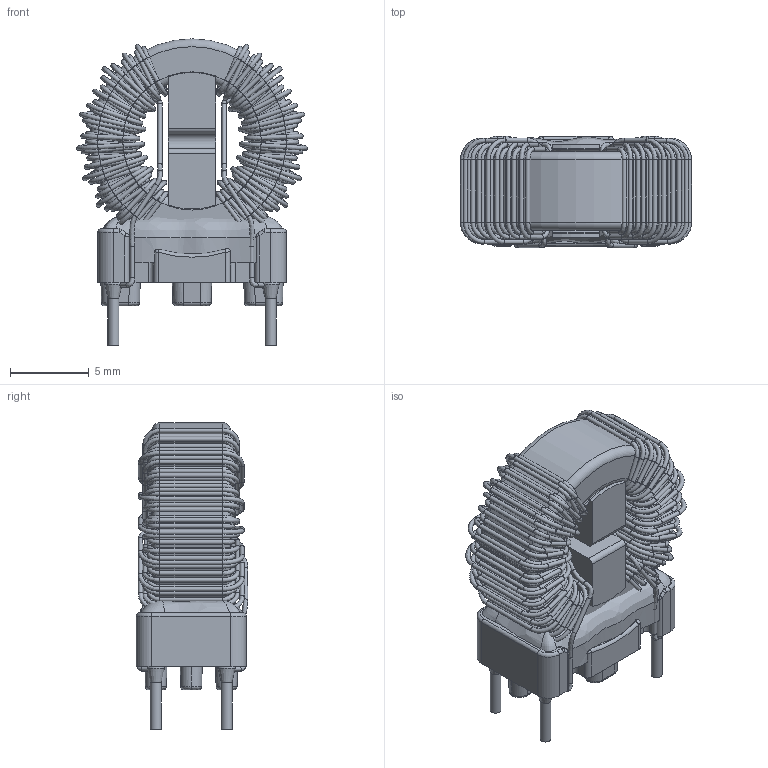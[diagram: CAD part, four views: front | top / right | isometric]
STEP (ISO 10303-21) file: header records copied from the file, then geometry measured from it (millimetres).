
FILE_DESCRIPTION(/* description */ ('Unknown'),/* implementation_level */ '2;1');
FILE_NAME(/* name */ '744821110_XS_',/* time_stamp */ '2023-06-01T13:50:27+02:00',/* author */ ('Unknown'),/* organization */ ('Unknown'),/* preprocessor_version */ 'ST-DEVELOPER v16.7',/* originating_system */ 'Solid Edge',/* authorisation */ 'Unknown');
FILE_SCHEMA (('AUTOMOTIVE_DESIGN {1 0 10303 214 3 1 1}'));
Length unit declared in the file: millimetre
Products named in the file (6): 744821110_XS; Core; Spacer; Solderpoint; Base; Glue
Assembly tree (5 placements, depth 2):
  744821110_XS
    Core
    Spacer
    Solderpoint
    Base
    Glue
Bounding box: 14.71 x 7.1 x 19.5 mm (x, y, z)
Volume: 957.6 mm3; surface area: 2695.5 mm2
Topology: 14 solids, 18 shells, 1148 faces, 2456 edges, 1341 vertices
Faces by surface type: cylinder 517, bspline 269, torus 232, plane 117, cone 13
Full cylindrical faces by diameter (mm): 0.28 x400, 0.7 x12, 7.8 x1, 13 x1
Entity records: 71642 total; most frequent: CARTESIAN_POINT 43725, DIRECTION 4253, ORIENTED_EDGE 3126, EDGE_LOOP 1996, FACE_BOUND 1996, AXIS2_PLACEMENT_3D 1985, EDGE_CURVE 1563, VERTEX_POINT 1291
